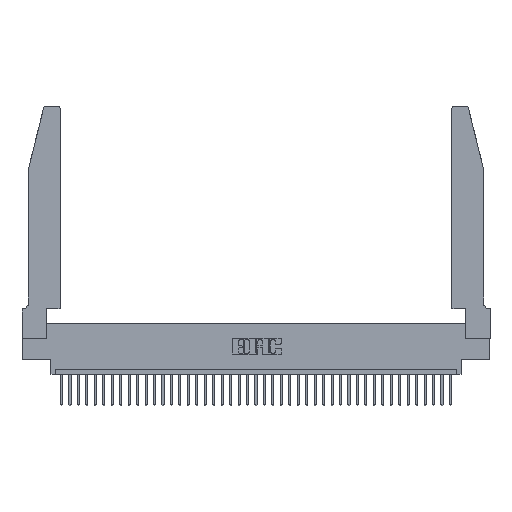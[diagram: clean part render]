
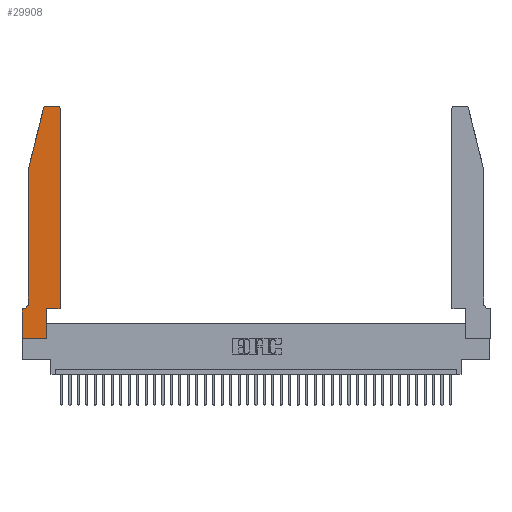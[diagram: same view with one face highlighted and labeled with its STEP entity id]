
A CAD part, top view. The second image highlights one B-rep face of the part: STEP entity #29908.
In plain terms, the highlighted planar face has unit normal (0, 0, 1).
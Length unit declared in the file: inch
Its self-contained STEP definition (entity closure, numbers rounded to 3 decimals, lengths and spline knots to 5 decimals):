
#817 = AXIS2_PLACEMENT_3D ( 'NONE', #24249, #2658, #18279 ) ;
#1436 = VECTOR ( 'NONE', #2093, 39.37008 ) ;
#1496 = CARTESIAN_POINT ( 'NONE',  ( 0.0755, 2., 0.37 ) ) ;
#1648 = CARTESIAN_POINT ( 'NONE',  ( 0.4505, 0.35, 0.37 ) ) ;
#1841 = CARTESIAN_POINT ( 'NONE',  ( 0.4205, 2.72, 0.37 ) ) ;
#1927 = PLANE ( 'NONE',  #17853 ) ;
#2093 = DIRECTION ( 'NONE',  ( 0., 1., 0. ) ) ;
#2393 = LINE ( 'NONE', #20369, #1436 ) ;
#2517 = CARTESIAN_POINT ( 'NONE',  ( 0.284, 2.75, 0.37 ) ) ;
#2603 = DIRECTION ( 'NONE',  ( 1., 0., 0. ) ) ;
#2658 = DIRECTION ( 'NONE',  ( 0., 0., -1. ) ) ;
#2752 = LINE ( 'NONE', #1496, #7986 ) ;
#3154 = CARTESIAN_POINT ( 'NONE',  ( 0.0755, 0.42, 0.37 ) ) ;
#3553 = VECTOR ( 'NONE', #30653, 39.37008 ) ;
#4543 = DIRECTION ( 'NONE',  ( 0., -1., 0. ) ) ;
#4797 = EDGE_CURVE ( 'NONE', #32037, #37232, #22198, .T. ) ;
#4815 = CIRCLE ( 'NONE', #38672, 0.03 ) ;
#6200 = CARTESIAN_POINT ( 'NONE',  ( 0.0755, 2., 0.37 ) ) ;
#7215 = ORIENTED_EDGE ( 'NONE', *, *, #4797, .T. ) ;
#7707 = ORIENTED_EDGE ( 'NONE', *, *, #29341, .T. ) ;
#7986 = VECTOR ( 'NONE', #26049, 39.37008 ) ;
#8077 = LINE ( 'NONE', #12344, #13911 ) ;
#8486 = EDGE_CURVE ( 'NONE', #31824, #24175, #16191, .T. ) ;
#8713 = EDGE_CURVE ( 'NONE', #27357, #17756, #2752, .T. ) ;
#8882 = CARTESIAN_POINT ( 'NONE',  ( 0.0755, 2., 0.37 ) ) ;
#9398 = VECTOR ( 'NONE', #18747, 39.37008 ) ;
#9781 = VECTOR ( 'NONE', #36644, 39.37008 ) ;
#11164 = CARTESIAN_POINT ( 'NONE',  ( 0.25487, 2.72718, 0.37 ) ) ;
#11257 = CARTESIAN_POINT ( 'NONE',  ( 0.284, 2.72, 0.37 ) ) ;
#11288 = CARTESIAN_POINT ( 'NONE',  ( 0.4505, 2.72, 0.37 ) ) ;
#12344 = CARTESIAN_POINT ( 'NONE',  ( 0.0755, 0.35, 0.37 ) ) ;
#12420 = VERTEX_POINT ( 'NONE', #29000 ) ;
#12992 = CARTESIAN_POINT ( 'NONE',  ( 0.2865, 0., 0.37 ) ) ;
#13121 = LINE ( 'NONE', #6200, #3553 ) ;
#13463 = CARTESIAN_POINT ( 'NONE',  ( 0.2865, 0.35, 0.37 ) ) ;
#13604 = EDGE_CURVE ( 'NONE', #37232, #27201, #4815, .T. ) ;
#13911 = VECTOR ( 'NONE', #25007, 39.37008 ) ;
#14010 = DIRECTION ( 'NONE',  ( 0., 0., 1. ) ) ;
#14363 = DIRECTION ( 'NONE',  ( 1., 0., 0. ) ) ;
#15257 = CARTESIAN_POINT ( 'NONE',  ( 0., 0., 0.37 ) ) ;
#15506 = ORIENTED_EDGE ( 'NONE', *, *, #31574, .T. ) ;
#16191 = LINE ( 'NONE', #16382, #24262 ) ;
#16382 = CARTESIAN_POINT ( 'NONE',  ( 0.4505, 0.35, 0.37 ) ) ;
#16515 = DIRECTION ( 'NONE',  ( 0., 1., 0. ) ) ;
#16572 = DIRECTION ( 'NONE',  ( 1., 0., 0. ) ) ;
#17163 = ORIENTED_EDGE ( 'NONE', *, *, #8486, .T. ) ;
#17756 = VERTEX_POINT ( 'NONE', #3154 ) ;
#17843 = DIRECTION ( 'NONE',  ( 0., 0., 1. ) ) ;
#17853 = AXIS2_PLACEMENT_3D ( 'NONE', #26360, #17843, #2603 ) ;
#18262 = VERTEX_POINT ( 'NONE', #15257 ) ;
#18279 = DIRECTION ( 'NONE',  ( -1., 0., 0. ) ) ;
#18434 = VERTEX_POINT ( 'NONE', #12992 ) ;
#18747 = DIRECTION ( 'NONE',  ( 1., 0., 0. ) ) ;
#19742 = LINE ( 'NONE', #35124, #31227 ) ;
#20078 = DIRECTION ( 'NONE',  ( 0., 0., 1. ) ) ;
#20361 = EDGE_CURVE ( 'NONE', #12420, #18262, #21082, .T. ) ;
#20369 = CARTESIAN_POINT ( 'NONE',  ( 0.2865, 0.35, 0.37 ) ) ;
#20691 = EDGE_LOOP ( 'NONE', ( #7215, #39419, #36860, #22419, #28466, #15506, #23858, #28212, #24128, #7707, #17163, #25738 ) ) ;
#21082 = LINE ( 'NONE', #38236, #28272 ) ;
#22065 = CARTESIAN_POINT ( 'NONE',  ( 0., 0., 0.37 ) ) ;
#22198 = LINE ( 'NONE', #38943, #9781 ) ;
#22419 = ORIENTED_EDGE ( 'NONE', *, *, #8713, .T. ) ;
#23858 = ORIENTED_EDGE ( 'NONE', *, *, #20361, .T. ) ;
#24128 = ORIENTED_EDGE ( 'NONE', *, *, #31269, .T. ) ;
#24175 = VERTEX_POINT ( 'NONE', #11288 ) ;
#24249 = CARTESIAN_POINT ( 'NONE',  ( 0.0055, 0.42, 0.37 ) ) ;
#24262 = VECTOR ( 'NONE', #16515, 39.37008 ) ;
#24307 = CIRCLE ( 'NONE', #38212, 0.03 ) ;
#25007 = DIRECTION ( 'NONE',  ( -1., 0., 0. ) ) ;
#25564 = EDGE_CURVE ( 'NONE', #17756, #35122, #33890, .T. ) ;
#25738 = ORIENTED_EDGE ( 'NONE', *, *, #25858, .T. ) ;
#25858 = EDGE_CURVE ( 'NONE', #24175, #32037, #24307, .T. ) ;
#26049 = DIRECTION ( 'NONE',  ( 0., -1., 0. ) ) ;
#26210 = CARTESIAN_POINT ( 'NONE',  ( 0.0055, 0.35, 0.37 ) ) ;
#26360 = CARTESIAN_POINT ( 'NONE',  ( 0., 0.35, 0.37 ) ) ;
#27201 = VERTEX_POINT ( 'NONE', #11164 ) ;
#27357 = VERTEX_POINT ( 'NONE', #8882 ) ;
#28212 = ORIENTED_EDGE ( 'NONE', *, *, #36193, .T. ) ;
#28272 = VECTOR ( 'NONE', #4543, 39.37008 ) ;
#28394 = EDGE_CURVE ( 'NONE', #27201, #27357, #13121, .T. ) ;
#28466 = ORIENTED_EDGE ( 'NONE', *, *, #25564, .T. ) ;
#29000 = CARTESIAN_POINT ( 'NONE',  ( 0., 0.35, 0.37 ) ) ;
#29341 = EDGE_CURVE ( 'NONE', #34468, #31824, #19742, .T. ) ;
#29908 = ADVANCED_FACE ( 'NONE', ( #33553 ), #1927, .T. ) ;
#30653 = DIRECTION ( 'NONE',  ( -0.239, -0.971, 0. ) ) ;
#31227 = VECTOR ( 'NONE', #16572, 39.37008 ) ;
#31269 = EDGE_CURVE ( 'NONE', #18434, #34468, #2393, .T. ) ;
#31574 = EDGE_CURVE ( 'NONE', #35122, #12420, #8077, .T. ) ;
#31824 = VERTEX_POINT ( 'NONE', #1648 ) ;
#32037 = VERTEX_POINT ( 'NONE', #33418 ) ;
#33418 = CARTESIAN_POINT ( 'NONE',  ( 0.4205, 2.75, 0.37 ) ) ;
#33553 = FACE_OUTER_BOUND ( 'NONE', #20691, .T. ) ;
#33890 = CIRCLE ( 'NONE', #817, 0.07 ) ;
#34468 = VERTEX_POINT ( 'NONE', #13463 ) ;
#34748 = LINE ( 'NONE', #22065, #9398 ) ;
#35122 = VERTEX_POINT ( 'NONE', #26210 ) ;
#35124 = CARTESIAN_POINT ( 'NONE',  ( 0.4505, 0.35, 0.37 ) ) ;
#36193 = EDGE_CURVE ( 'NONE', #18262, #18434, #34748, .T. ) ;
#36644 = DIRECTION ( 'NONE',  ( -1., 0., 0. ) ) ;
#36860 = ORIENTED_EDGE ( 'NONE', *, *, #28394, .T. ) ;
#37232 = VERTEX_POINT ( 'NONE', #2517 ) ;
#38212 = AXIS2_PLACEMENT_3D ( 'NONE', #1841, #14010, #38434 ) ;
#38236 = CARTESIAN_POINT ( 'NONE',  ( 0., 0., 0.37 ) ) ;
#38434 = DIRECTION ( 'NONE',  ( 1., 0., 0. ) ) ;
#38672 = AXIS2_PLACEMENT_3D ( 'NONE', #11257, #20078, #14363 ) ;
#38943 = CARTESIAN_POINT ( 'NONE',  ( 0.2605, 2.75, 0.37 ) ) ;
#39419 = ORIENTED_EDGE ( 'NONE', *, *, #13604, .T. ) ;
